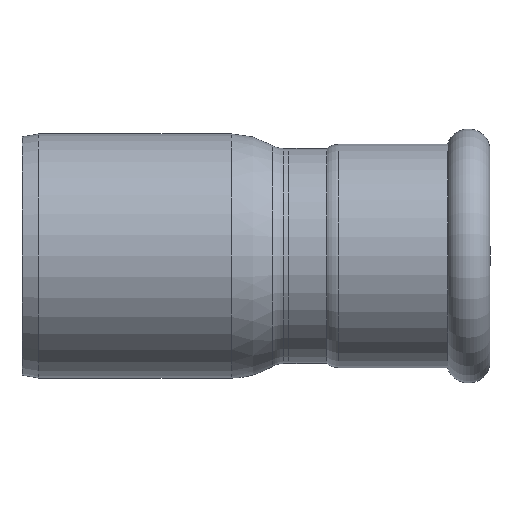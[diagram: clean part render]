
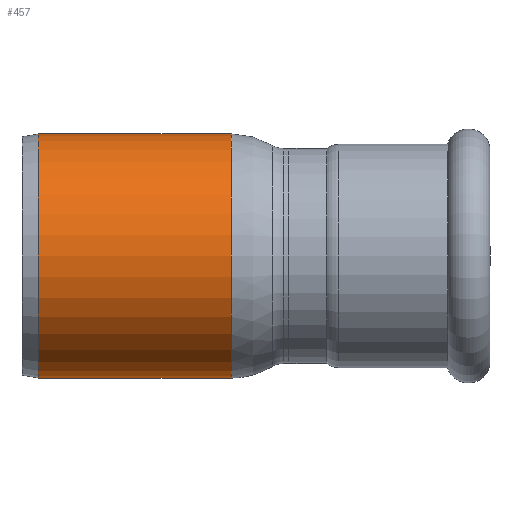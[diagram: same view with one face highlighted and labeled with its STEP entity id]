
A CAD part, front view. The second image highlights one B-rep face of the part: STEP entity #457.
In plain terms, the highlighted cylindrical face has radius 21 mm (diameter 42 mm), a full revolution.
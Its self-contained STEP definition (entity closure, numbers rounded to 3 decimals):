
#27=LINE('',#862,#39);
#39=VECTOR('',#668,21.);
#50=CYLINDRICAL_SURFACE('',#532,21.);
#63=FACE_OUTER_BOUND('',#85,.T.);
#85=EDGE_LOOP('',(#346,#347,#348,#349,#350,#351));
#131=CIRCLE('',#529,21.);
#132=CIRCLE('',#530,21.);
#134=CIRCLE('',#533,21.);
#135=CIRCLE('',#534,21.);
#191=VERTEX_POINT('',#852);
#192=VERTEX_POINT('',#853);
#193=VERTEX_POINT('',#858);
#194=VERTEX_POINT('',#859);
#252=EDGE_CURVE('',#191,#192,#131,.T.);
#253=EDGE_CURVE('',#192,#191,#132,.T.);
#255=EDGE_CURVE('',#193,#194,#134,.T.);
#256=EDGE_CURVE('',#194,#193,#135,.T.);
#257=EDGE_CURVE('',#194,#192,#27,.T.);
#346=ORIENTED_EDGE('',*,*,#255,.F.);
#347=ORIENTED_EDGE('',*,*,#256,.F.);
#348=ORIENTED_EDGE('',*,*,#257,.T.);
#349=ORIENTED_EDGE('',*,*,#253,.T.);
#350=ORIENTED_EDGE('',*,*,#252,.T.);
#351=ORIENTED_EDGE('',*,*,#257,.F.);
#457=ADVANCED_FACE('',(#63),#50,.T.);
#529=AXIS2_PLACEMENT_3D('',#854,#656,#657);
#530=AXIS2_PLACEMENT_3D('',#855,#658,#659);
#532=AXIS2_PLACEMENT_3D('',#857,#662,#663);
#533=AXIS2_PLACEMENT_3D('',#860,#664,#665);
#534=AXIS2_PLACEMENT_3D('',#861,#666,#667);
#656=DIRECTION('center_axis',(-1.,0.,0.));
#657=DIRECTION('ref_axis',(0.,0.,1.));
#658=DIRECTION('center_axis',(-1.,0.,0.));
#659=DIRECTION('ref_axis',(0.,0.,1.));
#662=DIRECTION('center_axis',(-1.,0.,0.));
#663=DIRECTION('ref_axis',(0.,0.,1.));
#664=DIRECTION('center_axis',(-1.,0.,0.));
#665=DIRECTION('ref_axis',(0.,0.,1.));
#666=DIRECTION('center_axis',(-1.,0.,0.));
#667=DIRECTION('ref_axis',(0.,0.,1.));
#668=DIRECTION('',(1.,0.,0.));
#852=CARTESIAN_POINT('',(-44.5,0.,21.));
#853=CARTESIAN_POINT('',(-44.5,0.,-21.));
#854=CARTESIAN_POINT('Origin',(-44.5,0.,0.));
#855=CARTESIAN_POINT('Origin',(-44.5,0.,0.));
#857=CARTESIAN_POINT('Origin',(-61.082,0.,0.));
#858=CARTESIAN_POINT('',(-77.664,0.,21.));
#859=CARTESIAN_POINT('',(-77.664,0.,-21.));
#860=CARTESIAN_POINT('Origin',(-77.664,0.,0.));
#861=CARTESIAN_POINT('Origin',(-77.664,0.,0.));
#862=CARTESIAN_POINT('',(-61.082,0.,-21.));
